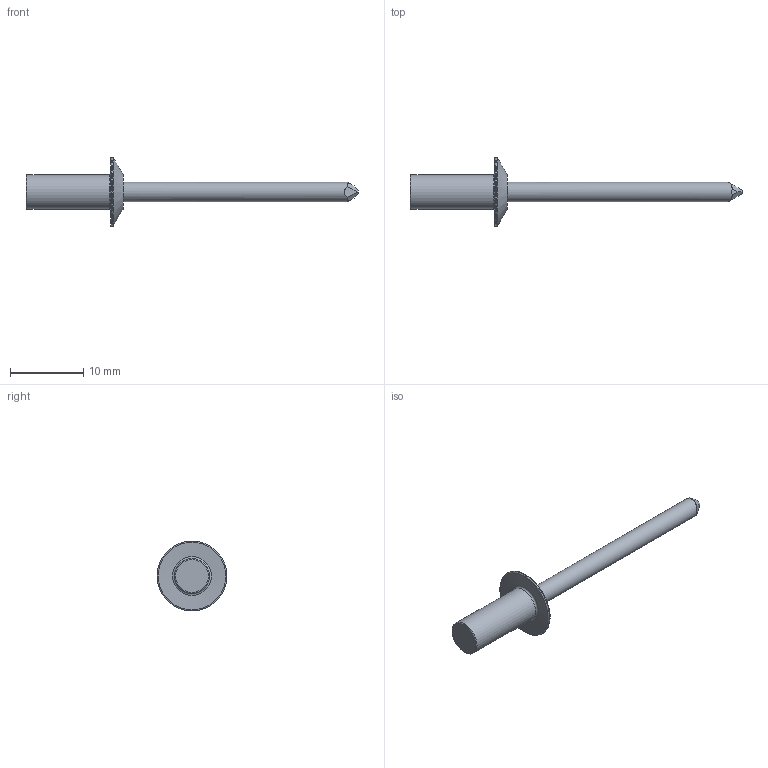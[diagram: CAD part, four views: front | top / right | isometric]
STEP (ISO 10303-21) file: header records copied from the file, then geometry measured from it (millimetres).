
FILE_DESCRIPTION(/* description */ (''),/* implementation_level */ '2;1');
FILE_NAME(/* name */ 'AD64H.stp',/* time_stamp */ '2022-07-15T15:29:49-05:00',/* author */ ('axd0330'),/* organization */ (''),/* preprocessor_version */ 'ST-DEVELOPER v16.5',/* originating_system */ 'Autodesk Inventor 2017',/* authorisation */ '');
FILE_SCHEMA (('AUTOMOTIVE_DESIGN { 1 0 10303 214 3 1 1 }'));
Length unit declared in the file: inch
Products named in the file (3): AD64H_CUST_B; AD64HPREMOLD; MIX 64136 THRU ZEUS
Assembly tree (2 placements, depth 2):
  AD64H_CUST_B
    AD64HPREMOLD
    MIX 64136 THRU ZEUS
Bounding box: 45.24 x 9.53 x 9.53 mm (x, y, z)
Volume: 527.5 mm3; surface area: 721.1 mm2
Topology: 2 solids, 2 shells, 30 faces, 65 edges, 40 vertices
Faces by surface type: plane 15, torus 7, cylinder 6, cone 2
Full cylindrical faces by diameter (mm): 2.642 x1, 4.047 x1, 4.75 x1, 9.525 x1
Entity records: 854 total; most frequent: CARTESIAN_POINT 159, DIRECTION 144, ORIENTED_EDGE 100, AXIS2_PLACEMENT_3D 63, EDGE_CURVE 50, EDGE_LOOP 44, VERTEX_POINT 38, FACE_OUTER_BOUND 30
